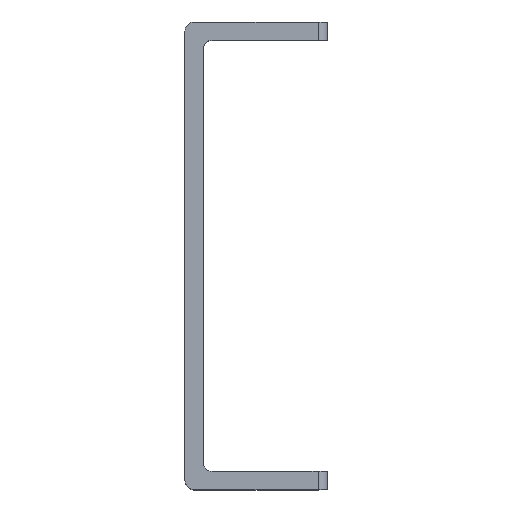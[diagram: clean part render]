
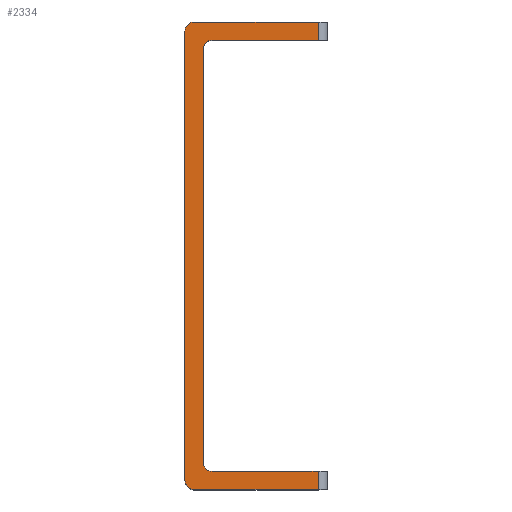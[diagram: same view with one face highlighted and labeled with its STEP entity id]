
A CAD part, top view. The second image highlights one B-rep face of the part: STEP entity #2334.
In plain terms, the highlighted planar face has unit normal (0, 0, 1).
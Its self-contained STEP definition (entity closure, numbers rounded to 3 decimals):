
#1 = CARTESIAN_POINT ( 'NONE',  ( -38.45, -1.3, 17.2 ) ) ;
#25 = DIRECTION ( 'NONE',  ( 0., 1., 0. ) ) ;
#93 = VECTOR ( 'NONE', #2692, 1000. ) ;
#189 = AXIS2_PLACEMENT_3D ( 'NONE', #3534, #942, #3248 ) ;
#271 = CARTESIAN_POINT ( 'NONE',  ( -24.75, -0.3, 17.2 ) ) ;
#292 = LINE ( 'NONE', #1437, #2684 ) ;
#298 = LINE ( 'NONE', #1712, #3561 ) ;
#303 = CARTESIAN_POINT ( 'NONE',  ( -36.45, 46.3, 17.2 ) ) ;
#304 = DIRECTION ( 'NONE',  ( -1., 0., 0. ) ) ;
#345 = EDGE_CURVE ( 'NONE', #516, #2267, #1530, .T. ) ;
#390 = VECTOR ( 'NONE', #419, 1000. ) ;
#419 = DIRECTION ( 'NONE',  ( 1., 0., 0. ) ) ;
#516 = VERTEX_POINT ( 'NONE', #818 ) ;
#520 = AXIS2_PLACEMENT_3D ( 'NONE', #1341, #2483, #1062 ) ;
#546 = EDGE_CURVE ( 'NONE', #2185, #839, #3018, .T. ) ;
#608 = ORIENTED_EDGE ( 'NONE', *, *, #1167, .T. ) ;
#656 = CARTESIAN_POINT ( 'NONE',  ( -24.75, -0.3, 17.2 ) ) ;
#677 = DIRECTION ( 'NONE',  ( 0., -1., 0. ) ) ;
#767 = LINE ( 'NONE', #2761, #1898 ) ;
#783 = CIRCLE ( 'NONE', #189, 1. ) ;
#818 = CARTESIAN_POINT ( 'NONE',  ( -24.75, 49.3, 17.2 ) ) ;
#839 = VERTEX_POINT ( 'NONE', #1787 ) ;
#889 = VERTEX_POINT ( 'NONE', #2439 ) ;
#913 = VECTOR ( 'NONE', #304, 1000. ) ;
#921 = ORIENTED_EDGE ( 'NONE', *, *, #1701, .F. ) ;
#942 = DIRECTION ( 'NONE',  ( 0., 0., -1. ) ) ;
#1029 = CARTESIAN_POINT ( 'NONE',  ( -38.45, -2.3, 17.2 ) ) ;
#1062 = DIRECTION ( 'NONE',  ( 0., 1., 0. ) ) ;
#1065 = EDGE_CURVE ( 'NONE', #839, #889, #292, .T. ) ;
#1167 = EDGE_CURVE ( 'NONE', #3271, #2213, #783, .T. ) ;
#1173 = CARTESIAN_POINT ( 'NONE',  ( -39.45, 49.3, 17.2 ) ) ;
#1254 = ORIENTED_EDGE ( 'NONE', *, *, #2104, .T. ) ;
#1328 = VERTEX_POINT ( 'NONE', #3551 ) ;
#1341 = CARTESIAN_POINT ( 'NONE',  ( -38.45, 48.3, 17.2 ) ) ;
#1342 = LINE ( 'NONE', #1029, #390 ) ;
#1411 = CARTESIAN_POINT ( 'NONE',  ( -38.45, 49.3, 17.2 ) ) ;
#1437 = CARTESIAN_POINT ( 'NONE',  ( -39.45, 48.3, 17.2 ) ) ;
#1510 = CIRCLE ( 'NONE', #1941, 1. ) ;
#1517 = ORIENTED_EDGE ( 'NONE', *, *, #2738, .T. ) ;
#1525 = DIRECTION ( 'NONE',  ( 1., 0., 0. ) ) ;
#1530 = LINE ( 'NONE', #2394, #93 ) ;
#1538 = EDGE_CURVE ( 'NONE', #3231, #3271, #2242, .T. ) ;
#1589 = ORIENTED_EDGE ( 'NONE', *, *, #546, .T. ) ;
#1659 = CARTESIAN_POINT ( 'NONE',  ( -37.45, 0.7, 17.2 ) ) ;
#1693 = AXIS2_PLACEMENT_3D ( 'NONE', #1173, #3184, #1525 ) ;
#1701 = EDGE_CURVE ( 'NONE', #3231, #1328, #2092, .T. ) ;
#1712 = CARTESIAN_POINT ( 'NONE',  ( -37.45, 0.7, 17.2 ) ) ;
#1717 = DIRECTION ( 'NONE',  ( -1., 0., 0. ) ) ;
#1787 = CARTESIAN_POINT ( 'NONE',  ( -39.45, 48.3, 17.2 ) ) ;
#1898 = VECTOR ( 'NONE', #2743, 1000. ) ;
#1931 = CARTESIAN_POINT ( 'NONE',  ( -38.45, -2.3, 17.2 ) ) ;
#1933 = ORIENTED_EDGE ( 'NONE', *, *, #1065, .T. ) ;
#1941 = AXIS2_PLACEMENT_3D ( 'NONE', #303, #3355, #1717 ) ;
#1945 = EDGE_CURVE ( 'NONE', #889, #2235, #1986, .T. ) ;
#1986 = CIRCLE ( 'NONE', #3289, 1. ) ;
#2022 = PLANE ( 'NONE',  #1693 ) ;
#2045 = VECTOR ( 'NONE', #677, 1000. ) ;
#2092 = LINE ( 'NONE', #656, #2045 ) ;
#2104 = EDGE_CURVE ( 'NONE', #2235, #1328, #1342, .T. ) ;
#2185 = VERTEX_POINT ( 'NONE', #1411 ) ;
#2205 = EDGE_CURVE ( 'NONE', #2231, #3385, #1510, .T. ) ;
#2213 = VERTEX_POINT ( 'NONE', #1659 ) ;
#2231 = VERTEX_POINT ( 'NONE', #3679 ) ;
#2235 = VERTEX_POINT ( 'NONE', #1931 ) ;
#2242 = LINE ( 'NONE', #3375, #913 ) ;
#2246 = ORIENTED_EDGE ( 'NONE', *, *, #345, .F. ) ;
#2267 = VERTEX_POINT ( 'NONE', #3131 ) ;
#2271 = DIRECTION ( 'NONE',  ( 0., 0., 1. ) ) ;
#2334 = ADVANCED_FACE ( 'NONE', ( #3169 ), #2022, .T. ) ;
#2335 = ORIENTED_EDGE ( 'NONE', *, *, #1538, .T. ) ;
#2394 = CARTESIAN_POINT ( 'NONE',  ( -24.75, 49.3, 17.2 ) ) ;
#2439 = CARTESIAN_POINT ( 'NONE',  ( -39.45, -1.3, 17.2 ) ) ;
#2483 = DIRECTION ( 'NONE',  ( 0., 0., 1. ) ) ;
#2569 = ORIENTED_EDGE ( 'NONE', *, *, #3488, .F. ) ;
#2615 = DIRECTION ( 'NONE',  ( -1., 0., 0. ) ) ;
#2684 = VECTOR ( 'NONE', #3684, 1000. ) ;
#2692 = DIRECTION ( 'NONE',  ( 0., -1., 0. ) ) ;
#2738 = EDGE_CURVE ( 'NONE', #2213, #2231, #298, .T. ) ;
#2743 = DIRECTION ( 'NONE',  ( 1., 0., 0. ) ) ;
#2759 = EDGE_CURVE ( 'NONE', #2185, #516, #767, .T. ) ;
#2761 = CARTESIAN_POINT ( 'NONE',  ( -38.45, 49.3, 17.2 ) ) ;
#3018 = CIRCLE ( 'NONE', #520, 1. ) ;
#3045 = ORIENTED_EDGE ( 'NONE', *, *, #2205, .T. ) ;
#3131 = CARTESIAN_POINT ( 'NONE',  ( -24.75, 47.3, 17.2 ) ) ;
#3157 = ORIENTED_EDGE ( 'NONE', *, *, #1945, .T. ) ;
#3169 = FACE_OUTER_BOUND ( 'NONE', #3252, .T. ) ;
#3184 = DIRECTION ( 'NONE',  ( 0., 0., 1. ) ) ;
#3187 = CARTESIAN_POINT ( 'NONE',  ( -36.45, 47.3, 17.2 ) ) ;
#3223 = DIRECTION ( 'NONE',  ( -1., 0., 0. ) ) ;
#3231 = VERTEX_POINT ( 'NONE', #271 ) ;
#3248 = DIRECTION ( 'NONE',  ( 0., -1., 0. ) ) ;
#3252 = EDGE_LOOP ( 'NONE', ( #2335, #608, #1517, #3045, #2569, #2246, #3570, #1589, #1933, #3157, #1254, #921 ) ) ;
#3264 = LINE ( 'NONE', #3548, #3651 ) ;
#3271 = VERTEX_POINT ( 'NONE', #3630 ) ;
#3289 = AXIS2_PLACEMENT_3D ( 'NONE', #1, #2271, #2615 ) ;
#3355 = DIRECTION ( 'NONE',  ( 0., 0., -1. ) ) ;
#3375 = CARTESIAN_POINT ( 'NONE',  ( -24.75, -0.3, 17.2 ) ) ;
#3385 = VERTEX_POINT ( 'NONE', #3187 ) ;
#3488 = EDGE_CURVE ( 'NONE', #2267, #3385, #3264, .T. ) ;
#3534 = CARTESIAN_POINT ( 'NONE',  ( -36.45, 0.7, 17.2 ) ) ;
#3548 = CARTESIAN_POINT ( 'NONE',  ( -24.75, 47.3, 17.2 ) ) ;
#3551 = CARTESIAN_POINT ( 'NONE',  ( -24.75, -2.3, 17.2 ) ) ;
#3561 = VECTOR ( 'NONE', #25, 1000. ) ;
#3570 = ORIENTED_EDGE ( 'NONE', *, *, #2759, .F. ) ;
#3630 = CARTESIAN_POINT ( 'NONE',  ( -36.45, -0.3, 17.2 ) ) ;
#3651 = VECTOR ( 'NONE', #3223, 1000. ) ;
#3679 = CARTESIAN_POINT ( 'NONE',  ( -37.45, 46.3, 17.2 ) ) ;
#3684 = DIRECTION ( 'NONE',  ( 0., -1., 0. ) ) ;
